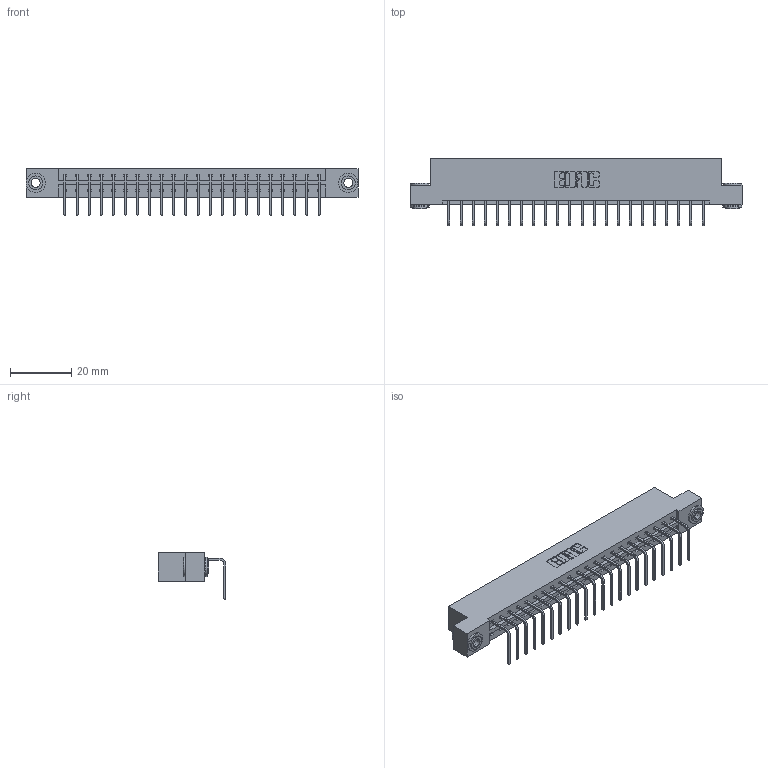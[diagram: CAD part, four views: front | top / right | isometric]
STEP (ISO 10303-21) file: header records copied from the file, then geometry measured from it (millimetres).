
FILE_DESCRIPTION (( 'STEP AP203' ), '1' );
FILE_NAME ('333-022-558-103.STEP', '2018-08-02T02:46:07', ( '' ), ( '' ), 'SwSTEP 2.0', 'SolidWorks 2016', '' );
FILE_SCHEMA (( 'CONFIG_CONTROL_DESIGN' ));
Length unit declared in the file: inch
Products named in the file (4): 345-292-001_558 Tail - 2; 333 Part_Flush - .156 Dia - TH; 345-250-002_345-250-002-102; 333-022-558-103
Assembly tree (25 placements, depth 2):
  333-022-558-103
    333 Part_Flush - .156 Dia - TH
    345-292-001_558 Tail - 2  x22
    345-250-002_345-250-002-102  x2
Bounding box: 108.71 x 22.17 x 15.37 mm (x, y, z)
Volume: 10860.2 mm3; surface area: 12296.7 mm2
Topology: 25 solids, 25 shells, 1472 faces, 4391 edges, 2894 vertices
Faces by surface type: plane 1048, cylinder 416, cone 8
Entity records: 16770 total; most frequent: CARTESIAN_POINT 2875, ORIENTED_EDGE 2826, DIRECTION 2499, EDGE_CURVE 1413, LINE 1261, VECTOR 1261, VERTEX_POINT 938, AXIS2_PLACEMENT_3D 619
